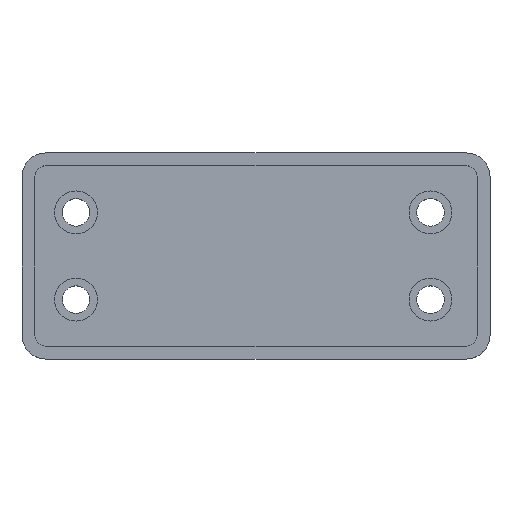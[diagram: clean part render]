
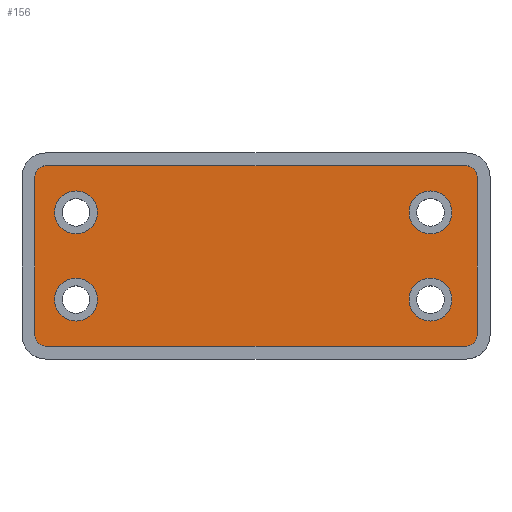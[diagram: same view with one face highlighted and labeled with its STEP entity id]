
A CAD part, top view. The second image highlights one B-rep face of the part: STEP entity #156.
In plain terms, the highlighted planar face has unit normal (0, 0, 1).
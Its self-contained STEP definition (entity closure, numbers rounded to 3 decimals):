
#10 = LINE ( 'NONE', #492, #155 ) ;
#28 = ORIENTED_EDGE ( 'NONE', *, *, #1189, .F. ) ;
#55 = VECTOR ( 'NONE', #529, 1000. ) ;
#61 = VERTEX_POINT ( 'NONE', #710 ) ;
#65 = EDGE_CURVE ( 'NONE', #1121, #612, #747, .T. ) ;
#71 = CARTESIAN_POINT ( 'NONE',  ( 20.32, 5.08, 0. ) ) ;
#77 = PLANE ( 'NONE',  #631 ) ;
#92 = EDGE_LOOP ( 'NONE', ( #760, #968 ) ) ;
#95 = ORIENTED_EDGE ( 'NONE', *, *, #772, .T. ) ;
#103 = EDGE_LOOP ( 'NONE', ( #886, #1085 ) ) ;
#119 = CARTESIAN_POINT ( 'NONE',  ( -20.955, -5.08, 0. ) ) ;
#136 = AXIS2_PLACEMENT_3D ( 'NONE', #732, #281, #367 ) ;
#143 = CARTESIAN_POINT ( 'NONE',  ( 24.48, -9.23, 0. ) ) ;
#149 = VERTEX_POINT ( 'NONE', #192 ) ;
#153 = CARTESIAN_POINT ( 'NONE',  ( -24.48, 9.23, 0. ) ) ;
#154 = CARTESIAN_POINT ( 'NONE',  ( 17.82, -5.08, 0. ) ) ;
#155 = VECTOR ( 'NONE', #395, 1000. ) ;
#156 = ADVANCED_FACE ( 'NONE', ( #490, #864, #280, #559, #932 ), #77, .T. ) ;
#159 = DIRECTION ( 'NONE',  ( -1., 0., 0. ) ) ;
#160 = DIRECTION ( 'NONE',  ( 0., 0., 1. ) ) ;
#176 = ORIENTED_EDGE ( 'NONE', *, *, #921, .F. ) ;
#180 = DIRECTION ( 'NONE',  ( 1., 0., 0. ) ) ;
#181 = EDGE_CURVE ( 'NONE', #584, #149, #1047, .T. ) ;
#190 = EDGE_CURVE ( 'NONE', #149, #584, #1025, .T. ) ;
#192 = CARTESIAN_POINT ( 'NONE',  ( -18.455, 5.08, 0. ) ) ;
#200 = CIRCLE ( 'NONE', #1188, 1.27 ) ;
#209 = VERTEX_POINT ( 'NONE', #315 ) ;
#217 = ORIENTED_EDGE ( 'NONE', *, *, #562, .T. ) ;
#224 = CARTESIAN_POINT ( 'NONE',  ( -24.48, -10.5, 0. ) ) ;
#239 = DIRECTION ( 'NONE',  ( 1., 0., 0. ) ) ;
#272 = VERTEX_POINT ( 'NONE', #154 ) ;
#280 = FACE_BOUND ( 'NONE', #103, .T. ) ;
#281 = DIRECTION ( 'NONE',  ( 0., 0., 1. ) ) ;
#283 = CARTESIAN_POINT ( 'NONE',  ( -23.455, -5.08, 0. ) ) ;
#289 = CARTESIAN_POINT ( 'NONE',  ( -20.955, 5.08, 0. ) ) ;
#290 = CARTESIAN_POINT ( 'NONE',  ( -24.48, -10.5, 0. ) ) ;
#291 = CARTESIAN_POINT ( 'NONE',  ( -24.48, 10.5, 0. ) ) ;
#295 = DIRECTION ( 'NONE',  ( 1., 0., 0. ) ) ;
#314 = CARTESIAN_POINT ( 'NONE',  ( -20.955, -5.08, 0. ) ) ;
#315 = CARTESIAN_POINT ( 'NONE',  ( 24.48, 10.5, 0. ) ) ;
#366 = DIRECTION ( 'NONE',  ( 0., 0., 1. ) ) ;
#367 = DIRECTION ( 'NONE',  ( 1., 0., 0. ) ) ;
#374 = AXIS2_PLACEMENT_3D ( 'NONE', #1114, #1123, #849 ) ;
#376 = CIRCLE ( 'NONE', #579, 2.5 ) ;
#379 = DIRECTION ( 'NONE',  ( -1., 0., 0. ) ) ;
#380 = EDGE_CURVE ( 'NONE', #61, #644, #997, .T. ) ;
#395 = DIRECTION ( 'NONE',  ( 0., -1., 0. ) ) ;
#397 = CARTESIAN_POINT ( 'NONE',  ( -20.955, 5.08, 0. ) ) ;
#401 = AXIS2_PLACEMENT_3D ( 'NONE', #289, #860, #295 ) ;
#408 = DIRECTION ( 'NONE',  ( -1., 0., 0. ) ) ;
#416 = CARTESIAN_POINT ( 'NONE',  ( 25.75, -9.23, 0. ) ) ;
#423 = LINE ( 'NONE', #224, #55 ) ;
#437 = CARTESIAN_POINT ( 'NONE',  ( -25.75, 9.23, 0. ) ) ;
#445 = CARTESIAN_POINT ( 'NONE',  ( -23.455, 5.08, 0. ) ) ;
#479 = LINE ( 'NONE', #833, #567 ) ;
#483 = DIRECTION ( 'NONE',  ( 1., 0., 0. ) ) ;
#490 = FACE_BOUND ( 'NONE', #92, .T. ) ;
#492 = CARTESIAN_POINT ( 'NONE',  ( -25.75, -9.23, 0. ) ) ;
#501 = DIRECTION ( 'NONE',  ( 0., 0., 1. ) ) ;
#510 = CIRCLE ( 'NONE', #136, 2.5 ) ;
#515 = CIRCLE ( 'NONE', #822, 1.27 ) ;
#523 = AXIS2_PLACEMENT_3D ( 'NONE', #397, #754, #1135 ) ;
#529 = DIRECTION ( 'NONE',  ( 1., 0., 0. ) ) ;
#534 = DIRECTION ( 'NONE',  ( 0., 1., 0. ) ) ;
#541 = CARTESIAN_POINT ( 'NONE',  ( 25.75, -9.23, 0. ) ) ;
#555 = EDGE_CURVE ( 'NONE', #842, #1018, #515, .T. ) ;
#559 = FACE_BOUND ( 'NONE', #1058, .T. ) ;
#562 = EDGE_CURVE ( 'NONE', #1117, #209, #609, .T. ) ;
#567 = VECTOR ( 'NONE', #159, 1000. ) ;
#579 = AXIS2_PLACEMENT_3D ( 'NONE', #71, #160, #180 ) ;
#584 = VERTEX_POINT ( 'NONE', #445 ) ;
#597 = ORIENTED_EDGE ( 'NONE', *, *, #65, .T. ) ;
#602 = DIRECTION ( 'NONE',  ( 0., 0., 1. ) ) ;
#609 = CIRCLE ( 'NONE', #664, 1.27 ) ;
#610 = ORIENTED_EDGE ( 'NONE', *, *, #1172, .T. ) ;
#612 = VERTEX_POINT ( 'NONE', #541 ) ;
#626 = EDGE_LOOP ( 'NONE', ( #597, #1177, #217, #901, #1043, #95, #610, #991 ) ) ;
#631 = AXIS2_PLACEMENT_3D ( 'NONE', #846, #659, #483 ) ;
#633 = EDGE_CURVE ( 'NONE', #644, #61, #376, .T. ) ;
#644 = VERTEX_POINT ( 'NONE', #1108 ) ;
#655 = EDGE_CURVE ( 'NONE', #982, #272, #900, .T. ) ;
#659 = DIRECTION ( 'NONE',  ( 0., 0., 1. ) ) ;
#660 = CARTESIAN_POINT ( 'NONE',  ( -25.75, -9.23, 0. ) ) ;
#664 = AXIS2_PLACEMENT_3D ( 'NONE', #780, #1156, #1094 ) ;
#704 = VERTEX_POINT ( 'NONE', #283 ) ;
#710 = CARTESIAN_POINT ( 'NONE',  ( 22.82, 5.08, 0. ) ) ;
#732 = CARTESIAN_POINT ( 'NONE',  ( 20.32, -5.08, 0. ) ) ;
#747 = CIRCLE ( 'NONE', #929, 1.27 ) ;
#752 = AXIS2_PLACEMENT_3D ( 'NONE', #119, #878, #755 ) ;
#754 = DIRECTION ( 'NONE',  ( 0., 0., 1. ) ) ;
#755 = DIRECTION ( 'NONE',  ( 1., 0., 0. ) ) ;
#760 = ORIENTED_EDGE ( 'NONE', *, *, #181, .F. ) ;
#772 = EDGE_CURVE ( 'NONE', #1018, #1072, #10, .T. ) ;
#780 = CARTESIAN_POINT ( 'NONE',  ( 24.48, 9.23, 0. ) ) ;
#785 = EDGE_LOOP ( 'NONE', ( #176, #1129 ) ) ;
#821 = CARTESIAN_POINT ( 'NONE',  ( -24.48, -9.23, 0. ) ) ;
#822 = AXIS2_PLACEMENT_3D ( 'NONE', #153, #602, #408 ) ;
#833 = CARTESIAN_POINT ( 'NONE',  ( -24.48, 10.5, 0. ) ) ;
#842 = VERTEX_POINT ( 'NONE', #291 ) ;
#846 = CARTESIAN_POINT ( 'NONE',  ( 24.48, -9.23, 0. ) ) ;
#849 = DIRECTION ( 'NONE',  ( 1., 0., 0. ) ) ;
#852 = ORIENTED_EDGE ( 'NONE', *, *, #655, .F. ) ;
#860 = DIRECTION ( 'NONE',  ( 0., 0., 1. ) ) ;
#864 = FACE_BOUND ( 'NONE', #785, .T. ) ;
#875 = EDGE_CURVE ( 'NONE', #1122, #704, #876, .T. ) ;
#876 = CIRCLE ( 'NONE', #1168, 2.5 ) ;
#878 = DIRECTION ( 'NONE',  ( 0., 0., 1. ) ) ;
#886 = ORIENTED_EDGE ( 'NONE', *, *, #633, .F. ) ;
#900 = CIRCLE ( 'NONE', #374, 2.5 ) ;
#901 = ORIENTED_EDGE ( 'NONE', *, *, #1162, .T. ) ;
#921 = EDGE_CURVE ( 'NONE', #704, #1122, #1212, .T. ) ;
#929 = AXIS2_PLACEMENT_3D ( 'NONE', #143, #366, #239 ) ;
#932 = FACE_OUTER_BOUND ( 'NONE', #626, .T. ) ;
#944 = EDGE_CURVE ( 'NONE', #1237, #1121, #423, .T. ) ;
#961 = AXIS2_PLACEMENT_3D ( 'NONE', #1193, #1019, #1003 ) ;
#968 = ORIENTED_EDGE ( 'NONE', *, *, #190, .F. ) ;
#982 = VERTEX_POINT ( 'NONE', #1001 ) ;
#991 = ORIENTED_EDGE ( 'NONE', *, *, #944, .T. ) ;
#997 = CIRCLE ( 'NONE', #961, 2.5 ) ;
#1001 = CARTESIAN_POINT ( 'NONE',  ( 22.82, -5.08, 0. ) ) ;
#1003 = DIRECTION ( 'NONE',  ( 1., 0., 0. ) ) ;
#1006 = LINE ( 'NONE', #416, #1150 ) ;
#1018 = VERTEX_POINT ( 'NONE', #437 ) ;
#1019 = DIRECTION ( 'NONE',  ( 0., 0., 1. ) ) ;
#1025 = CIRCLE ( 'NONE', #401, 2.5 ) ;
#1029 = CARTESIAN_POINT ( 'NONE',  ( 24.48, -10.5, 0. ) ) ;
#1043 = ORIENTED_EDGE ( 'NONE', *, *, #555, .T. ) ;
#1046 = DIRECTION ( 'NONE',  ( 1., 0., 0. ) ) ;
#1047 = CIRCLE ( 'NONE', #523, 2.5 ) ;
#1058 = EDGE_LOOP ( 'NONE', ( #28, #852 ) ) ;
#1062 = EDGE_CURVE ( 'NONE', #612, #1117, #1006, .T. ) ;
#1072 = VERTEX_POINT ( 'NONE', #660 ) ;
#1085 = ORIENTED_EDGE ( 'NONE', *, *, #380, .F. ) ;
#1094 = DIRECTION ( 'NONE',  ( -1., 0., 0. ) ) ;
#1106 = CARTESIAN_POINT ( 'NONE',  ( -18.455, -5.08, 0. ) ) ;
#1108 = CARTESIAN_POINT ( 'NONE',  ( 17.82, 5.08, 0. ) ) ;
#1114 = CARTESIAN_POINT ( 'NONE',  ( 20.32, -5.08, 0. ) ) ;
#1117 = VERTEX_POINT ( 'NONE', #1128 ) ;
#1121 = VERTEX_POINT ( 'NONE', #1029 ) ;
#1122 = VERTEX_POINT ( 'NONE', #1106 ) ;
#1123 = DIRECTION ( 'NONE',  ( 0., 0., 1. ) ) ;
#1128 = CARTESIAN_POINT ( 'NONE',  ( 25.75, 9.23, 0. ) ) ;
#1129 = ORIENTED_EDGE ( 'NONE', *, *, #875, .F. ) ;
#1135 = DIRECTION ( 'NONE',  ( 1., 0., 0. ) ) ;
#1150 = VECTOR ( 'NONE', #534, 1000. ) ;
#1156 = DIRECTION ( 'NONE',  ( 0., 0., 1. ) ) ;
#1162 = EDGE_CURVE ( 'NONE', #209, #842, #479, .T. ) ;
#1168 = AXIS2_PLACEMENT_3D ( 'NONE', #314, #501, #1046 ) ;
#1172 = EDGE_CURVE ( 'NONE', #1072, #1237, #200, .T. ) ;
#1177 = ORIENTED_EDGE ( 'NONE', *, *, #1062, .T. ) ;
#1188 = AXIS2_PLACEMENT_3D ( 'NONE', #821, #1211, #379 ) ;
#1189 = EDGE_CURVE ( 'NONE', #272, #982, #510, .T. ) ;
#1193 = CARTESIAN_POINT ( 'NONE',  ( 20.32, 5.08, 0. ) ) ;
#1211 = DIRECTION ( 'NONE',  ( 0., 0., 1. ) ) ;
#1212 = CIRCLE ( 'NONE', #752, 2.5 ) ;
#1237 = VERTEX_POINT ( 'NONE', #290 ) ;
